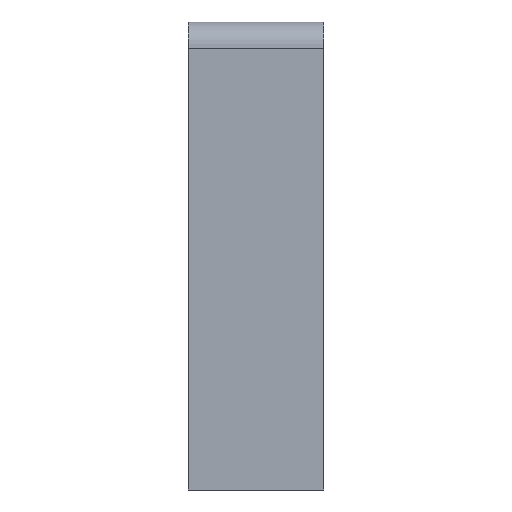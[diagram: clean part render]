
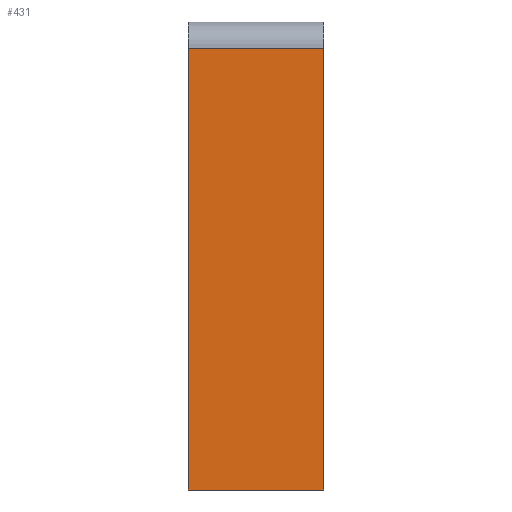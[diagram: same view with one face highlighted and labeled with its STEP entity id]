
A CAD part, left-side view. The second image highlights one B-rep face of the part: STEP entity #431.
In plain terms, the highlighted planar face has unit normal (-1, 0, -0.009).
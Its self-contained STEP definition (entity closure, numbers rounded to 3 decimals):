
#16 = VECTOR ( 'NONE', #258, 1000. ) ;
#122 = CARTESIAN_POINT ( 'NONE',  ( 172.376, 58., -134.369 ) ) ;
#155 = LINE ( 'NONE', #271, #279 ) ;
#174 = LINE ( 'NONE', #305, #184 ) ;
#184 = VECTOR ( 'NONE', #307, 1000. ) ;
#192 = CARTESIAN_POINT ( 'NONE',  ( 172.376, 40., -134.369 ) ) ;
#223 = AXIS2_PLACEMENT_3D ( 'NONE', #386, #384, #383 ) ;
#253 = FACE_OUTER_BOUND ( 'NONE', #485, .T. ) ;
#258 = DIRECTION ( 'NONE',  ( -0.009, 0., 1. ) ) ;
#262 = CARTESIAN_POINT ( 'NONE',  ( 171.835, 58., -72.35 ) ) ;
#265 = DIRECTION ( 'NONE',  ( -0.009, 0., 1. ) ) ;
#271 = CARTESIAN_POINT ( 'NONE',  ( 171.865, 40., -75.8 ) ) ;
#277 = LINE ( 'NONE', #262, #16 ) ;
#279 = VECTOR ( 'NONE', #265, 1000. ) ;
#295 = DIRECTION ( 'NONE',  ( 0., -1., 0. ) ) ;
#305 = CARTESIAN_POINT ( 'NONE',  ( 171.866, 40., -75.869 ) ) ;
#307 = DIRECTION ( 'NONE',  ( 0., 1., 0. ) ) ;
#329 = CARTESIAN_POINT ( 'NONE',  ( 172.376, 38.2, -134.369 ) ) ;
#330 = CARTESIAN_POINT ( 'NONE',  ( 171.866, 40., -75.869 ) ) ;
#379 = CARTESIAN_POINT ( 'NONE',  ( 171.866, 58., -75.869 ) ) ;
#383 = DIRECTION ( 'NONE',  ( -0.009, 0., 1. ) ) ;
#384 = DIRECTION ( 'NONE',  ( -1., 0., -0.009 ) ) ;
#386 = CARTESIAN_POINT ( 'NONE',  ( 171.835, 40., -72.35 ) ) ;
#406 = PLANE ( 'NONE',  #223 ) ;
#412 = ORIENTED_EDGE ( 'NONE', *, *, #622, .T. ) ;
#431 = ADVANCED_FACE ( 'NONE', ( #253 ), #406, .T. ) ;
#436 = VECTOR ( 'NONE', #295, 1000. ) ;
#475 = ORIENTED_EDGE ( 'NONE', *, *, #611, .T. ) ;
#480 = VERTEX_POINT ( 'NONE', #379 ) ;
#481 = ORIENTED_EDGE ( 'NONE', *, *, #604, .T. ) ;
#483 = ORIENTED_EDGE ( 'NONE', *, *, #628, .F. ) ;
#485 = EDGE_LOOP ( 'NONE', ( #475, #412, #481, #483 ) ) ;
#538 = LINE ( 'NONE', #329, #436 ) ;
#557 = VERTEX_POINT ( 'NONE', #330 ) ;
#604 = EDGE_CURVE ( 'NONE', #557, #480, #174, .T. ) ;
#611 = EDGE_CURVE ( 'NONE', #676, #654, #538, .T. ) ;
#622 = EDGE_CURVE ( 'NONE', #654, #557, #155, .T. ) ;
#628 = EDGE_CURVE ( 'NONE', #676, #480, #277, .T. ) ;
#654 = VERTEX_POINT ( 'NONE', #192 ) ;
#676 = VERTEX_POINT ( 'NONE', #122 ) ;
